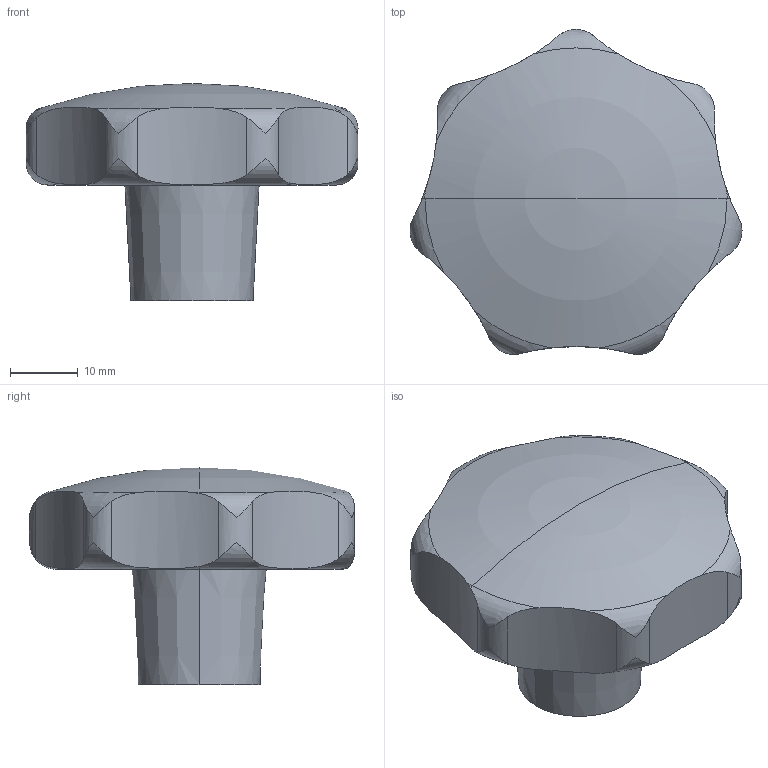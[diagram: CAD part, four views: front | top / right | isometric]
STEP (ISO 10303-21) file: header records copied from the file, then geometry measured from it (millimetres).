
FILE_DESCRIPTION(('STEP AP214'),'1');
FILE_NAME(' ',' ',('TraceParts'),('TraceParts S.A.'),'XStep 1.0',' ',' ');
FILE_SCHEMA(('automotive_design'));
Length unit declared in the file: millimetre
Products named in the file (1): 1
Bounding box: 48.95 x 47.92 x 32 mm (x, y, z)
Volume: 20800.7 mm3; surface area: 7524.3 mm2
Topology: 1 solids, 1 shells, 45 faces, 128 edges, 84 vertices
Faces by surface type: cylinder 19, torus 13, cone 8, plane 3, sphere 2
Entity records: 3231 total; most frequent: CARTESIAN_POINT 734, STYLED_ITEM 254, PRESENTATION_STYLE_ASSIGNMENT 254, COLOUR_RGB 254, ORIENTED_EDGE 248, DIRECTION 193, EDGE_CURVE 124, CURVE_STYLE 124
